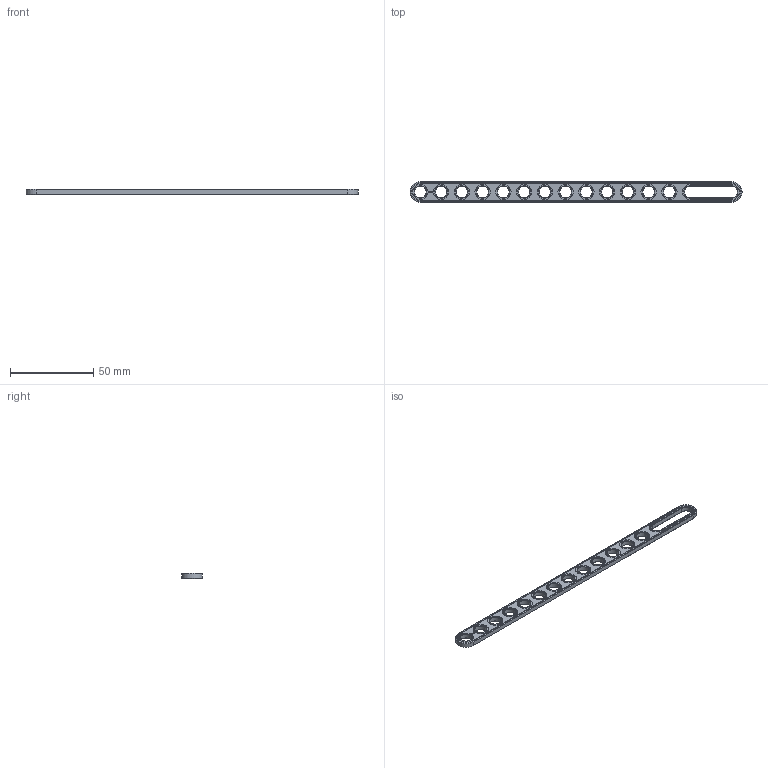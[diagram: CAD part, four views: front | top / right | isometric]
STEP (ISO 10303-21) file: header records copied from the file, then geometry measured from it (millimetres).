
FILE_DESCRIPTION(('FreeCAD Model'),'2;1');
FILE_NAME('Open CASCADE Shape Model','2021-02-26T17:03:16',( 'Paulo Kiefe'),('STEMFIE.org'),'Open CASCADE STEP processor 7.4', 'FreeCAD','Unknown');
FILE_SCHEMA(('AUTOMOTIVE_DESIGN { 1 0 10303 214 1 1 1 1 }'));
Length unit declared in the file: millimetre
Products named in the file (1): Brace_STR_SLT_SE_ERR_-_BU16x01x00.25x03_SPN-BRC-0214_(stemfie.org)
Bounding box: 200 x 12.5 x 3.12 mm (x, y, z)
Volume: 5236.1 mm3; surface area: 5823.4 mm2
Topology: 1 solids, 1 shells, 585 faces, 1576 edges, 1041 vertices
Faces by surface type: plane 357, extrusion 160, cone 34, cylinder 34
Full cylindrical faces by diameter (mm): 7 x13, 9.2 x13
Entity records: 40030 total; most frequent: CARTESIAN_POINT 9523, DIRECTION 5016, VECTOR 3892, LINE 3732, ORIENTED_EDGE 3152, PCURVE 3152, DEFINITIONAL_REPRESENTATION 3152, EDGE_CURVE 1576
